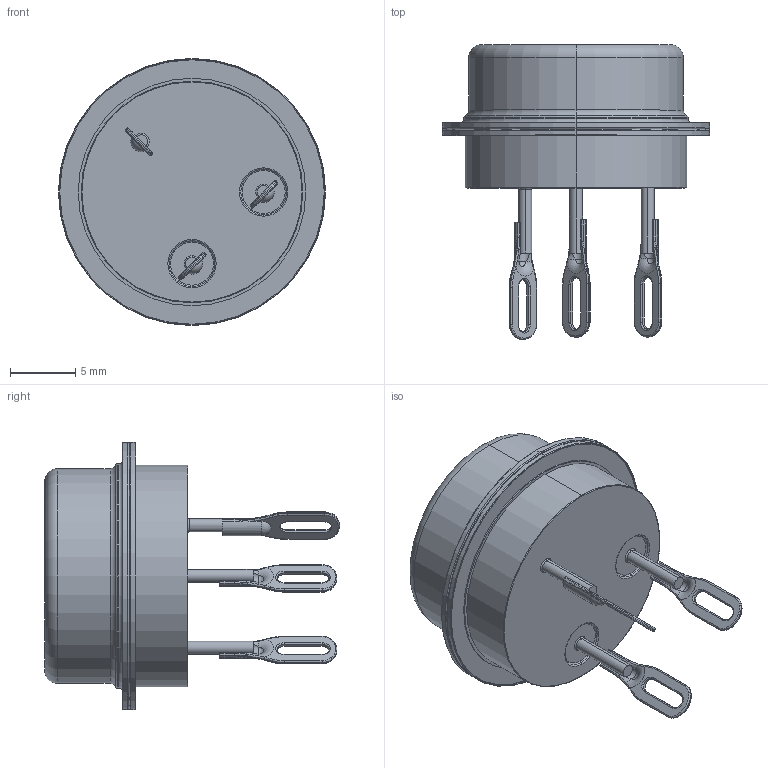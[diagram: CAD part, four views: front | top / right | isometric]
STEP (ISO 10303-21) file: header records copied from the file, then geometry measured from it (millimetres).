
FILE_DESCRIPTION (( 'STEP AP214' ), '1' );
FILE_NAME ('Ï213.STEP', '2019-02-13T09:58:14', ( 'user' ), ( 'MICROSOFT' ), 'SwSTEP 2.0', 'SolidWorks 2015', '' );
FILE_SCHEMA (( 'AUTOMOTIVE_DESIGN' ));
Length unit declared in the file: millimetre
Products named in the file (3): ��������1_�� 㬮�砭��; �213_�� 㬮�砭��; ﾏ213
Assembly tree (4 placements, depth 2):
  ﾏ213
    �213_�� 㬮�砭��
    ��������1_�� 㬮�砭��  x3
Bounding box: 20.5 x 22.65 x 20.5 mm (x, y, z)
Volume: 2530.2 mm3; surface area: 1411.8 mm2
Topology: 4 solids, 4 shells, 447 faces, 1116 edges, 700 vertices
Faces by surface type: plane 152, bspline 105, torus 99, cylinder 85, sphere 6
Entity records: 17120 total; most frequent: CARTESIAN_POINT 6049, ORIENTED_EDGE 1644, DIRECTION 1295, EDGE_CURVE 822, VERTEX_POINT 526, AXIS2_PLACEMENT_3D 436, VECTOR 423, LINE 423
